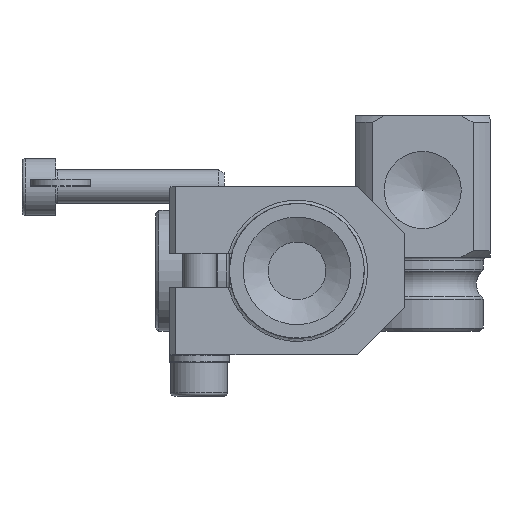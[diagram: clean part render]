
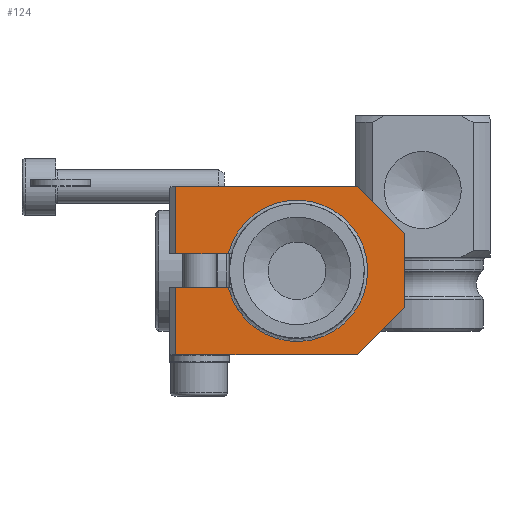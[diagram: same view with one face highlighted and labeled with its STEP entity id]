
A CAD part, front view. The second image highlights one B-rep face of the part: STEP entity #124.
In plain terms, the highlighted planar face has unit normal (0, -1, 0).
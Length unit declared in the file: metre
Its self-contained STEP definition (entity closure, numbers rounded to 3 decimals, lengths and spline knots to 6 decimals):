
#124 = ADVANCED_FACE( '', ( #241 ), #242, .F. );
#241 = FACE_OUTER_BOUND( '', #383, .T. );
#242 = PLANE( '', #384 );
#383 = EDGE_LOOP( '', ( #820, #821, #822, #823, #824, #825, #826, #827, #828, #829 ) );
#384 = AXIS2_PLACEMENT_3D( '', #830, #831, #832 );
#820 = ORIENTED_EDGE( '', *, *, #1550, .T. );
#821 = ORIENTED_EDGE( '', *, *, #1545, .T. );
#822 = ORIENTED_EDGE( '', *, *, #1555, .T. );
#823 = ORIENTED_EDGE( '', *, *, #1589, .T. );
#824 = ORIENTED_EDGE( '', *, *, #1579, .T. );
#825 = ORIENTED_EDGE( '', *, *, #1590, .T. );
#826 = ORIENTED_EDGE( '', *, *, #1591, .F. );
#827 = ORIENTED_EDGE( '', *, *, #1592, .T. );
#828 = ORIENTED_EDGE( '', *, *, #1593, .T. );
#829 = ORIENTED_EDGE( '', *, *, #1594, .T. );
#830 = CARTESIAN_POINT( '', ( -0.002672, -0.011644, -0.025 ) );
#831 = DIRECTION( '', ( 0., 1., 0. ) );
#832 = DIRECTION( '', ( -1., 0., 0. ) );
#1545 = EDGE_CURVE( '', #2189, #2187, #2190, .T. );
#1550 = EDGE_CURVE( '', #2197, #2189, #2198, .T. );
#1555 = EDGE_CURVE( '', #2187, #2205, #2206, .T. );
#1579 = EDGE_CURVE( '', #2246, #2244, #2247, .T. );
#1589 = EDGE_CURVE( '', #2205, #2246, #2261, .T. );
#1590 = EDGE_CURVE( '', #2244, #2262, #2263, .T. );
#1591 = EDGE_CURVE( '', #2264, #2262, #2265, .T. );
#1592 = EDGE_CURVE( '', #2264, #2266, #2267, .T. );
#1593 = EDGE_CURVE( '', #2266, #2268, #2269, .T. );
#1594 = EDGE_CURVE( '', #2268, #2197, #2270, .F. );
#2187 = VERTEX_POINT( '', #4438 );
#2189 = VERTEX_POINT( '', #4441 );
#2190 = LINE( '', #4442, #4443 );
#2197 = VERTEX_POINT( '', #4453 );
#2198 = LINE( '', #4454, #4455 );
#2205 = VERTEX_POINT( '', #4465 );
#2206 = LINE( '', #4466, #4467 );
#2244 = VERTEX_POINT( '', #4543 );
#2246 = VERTEX_POINT( '', #4546 );
#2247 = LINE( '', #4547, #4548 );
#2261 = CIRCLE( '', #4571, 0.0105 );
#2262 = VERTEX_POINT( '', #4572 );
#2263 = LINE( '', #4573, #4574 );
#2264 = VERTEX_POINT( '', #4575 );
#2265 = LINE( '', #4576, #4577 );
#2266 = VERTEX_POINT( '', #4578 );
#2267 = LINE( '', #4579, #4580 );
#2268 = VERTEX_POINT( '', #4581 );
#2269 = LINE( '', #4582, #4583 );
#2270 = LINE( '', #4584, #4585 );
#4438 = CARTESIAN_POINT( '', ( -0.036672, -0.011644, -0.01 ) );
#4441 = CARTESIAN_POINT( '', ( -0.036672, -0.011644, 0. ) );
#4442 = CARTESIAN_POINT( '', ( -0.036672, -0.011644, -0.025 ) );
#4443 = VECTOR( '', #5381, 1. );
#4453 = CARTESIAN_POINT( '', ( -0.009672, -0.011644, 0. ) );
#4454 = CARTESIAN_POINT( '', ( -0.002672, -0.011644, 0. ) );
#4455 = VECTOR( '', #5385, 1. );
#4465 = CARTESIAN_POINT( '', ( -0.02887, -0.011644, -0.01 ) );
#4466 = CARTESIAN_POINT( '', ( -0.002672, -0.011644, -0.01 ) );
#4467 = VECTOR( '', #5389, 1. );
#4543 = CARTESIAN_POINT( '', ( -0.036672, -0.011644, -0.015 ) );
#4546 = CARTESIAN_POINT( '', ( -0.02887, -0.011644, -0.015 ) );
#4547 = CARTESIAN_POINT( '', ( -0.002672, -0.011644, -0.015 ) );
#4548 = VECTOR( '', #5414, 1. );
#4571 = AXIS2_PLACEMENT_3D( '', #5425, #5426, #5427 );
#4572 = CARTESIAN_POINT( '', ( -0.036672, -0.011644, -0.025 ) );
#4573 = CARTESIAN_POINT( '', ( -0.036672, -0.011644, -0.025 ) );
#4574 = VECTOR( '', #5428, 1. );
#4575 = CARTESIAN_POINT( '', ( -0.009672, -0.011644, -0.025 ) );
#4576 = CARTESIAN_POINT( '', ( -0.002672, -0.011644, -0.025 ) );
#4577 = VECTOR( '', #5429, 1. );
#4578 = CARTESIAN_POINT( '', ( -0.002672, -0.011644, -0.018 ) );
#4579 = CARTESIAN_POINT( '', ( -0.009672, -0.011644, -0.025 ) );
#4580 = VECTOR( '', #5430, 1. );
#4581 = CARTESIAN_POINT( '', ( -0.002672, -0.011644, -0.007 ) );
#4582 = CARTESIAN_POINT( '', ( -0.002672, -0.011644, -0.025 ) );
#4583 = VECTOR( '', #5431, 1. );
#4584 = CARTESIAN_POINT( '', ( -0.002672, -0.011644, -0.007 ) );
#4585 = VECTOR( '', #5432, 1. );
#5381 = DIRECTION( '', ( 0., 0., -1. ) );
#5385 = DIRECTION( '', ( -1., 0., 0. ) );
#5389 = DIRECTION( '', ( 1., 0., 0. ) );
#5414 = DIRECTION( '', ( -1., 0., 0. ) );
#5425 = CARTESIAN_POINT( '', ( -0.018672, -0.011644, -0.0125 ) );
#5426 = DIRECTION( '', ( 0., 1., 0. ) );
#5427 = DIRECTION( '', ( -1., 0., 0. ) );
#5428 = DIRECTION( '', ( 0., 0., -1. ) );
#5429 = DIRECTION( '', ( -1., 0., 0. ) );
#5430 = DIRECTION( '', ( 0.707, 0., 0.707 ) );
#5431 = DIRECTION( '', ( 0., 0., 1. ) );
#5432 = DIRECTION( '', ( 0.707, 0., -0.707 ) );
